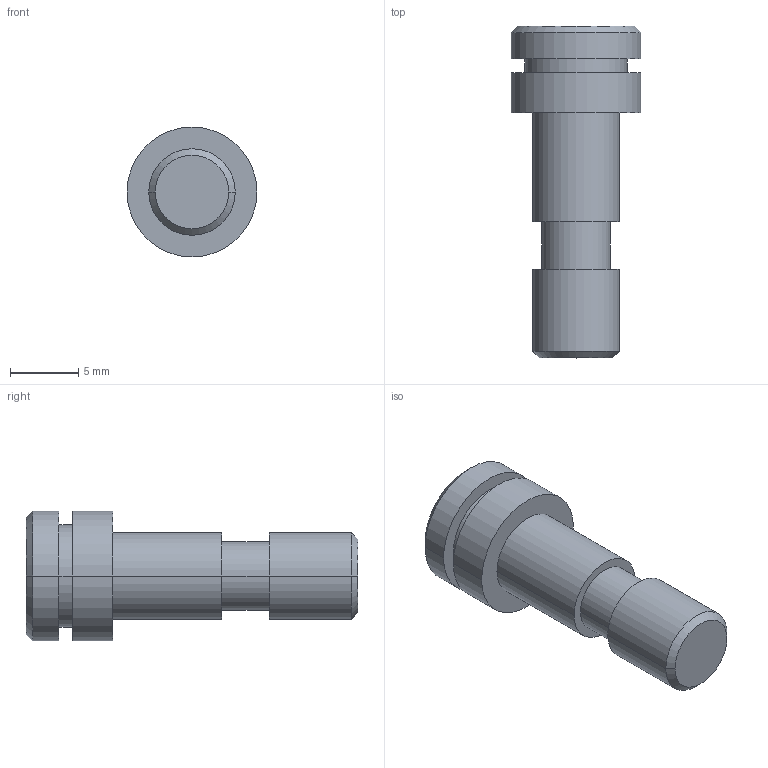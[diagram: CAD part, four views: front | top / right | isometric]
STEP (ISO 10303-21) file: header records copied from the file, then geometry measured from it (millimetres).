
FILE_DESCRIPTION (( 'STEP AP203' ), '1' );
FILE_NAME ('d060335.STEP', '2013-01-23T15:40:19', ( '' ), ( '' ), 'SwSTEP 2.0', 'SolidWorks 2012', '' );
FILE_SCHEMA (( 'CONFIG_CONTROL_DESIGN' ));
Length unit declared in the file: inch
Products named in the file (1): d060335
Bounding box: 9.53 x 24.35 x 9.53 mm (x, y, z)
Volume: 863.7 mm3; surface area: 804.3 mm2
Topology: 1 solids, 1 shells, 30 faces, 62 edges, 40 vertices
Faces by surface type: plane 14, cylinder 12, cone 4
Entity records: 881 total; most frequent: DIRECTION 152, CARTESIAN_POINT 133, ORIENTED_EDGE 124, EDGE_CURVE 62, AXIS2_PLACEMENT_3D 59, VERTEX_POINT 40, EDGE_LOOP 36, VECTOR 34
